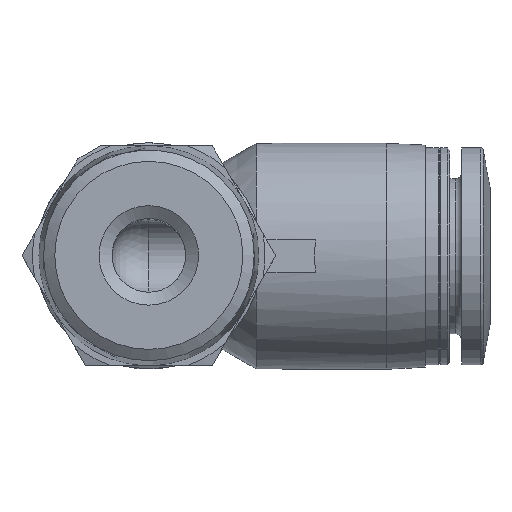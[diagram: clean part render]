
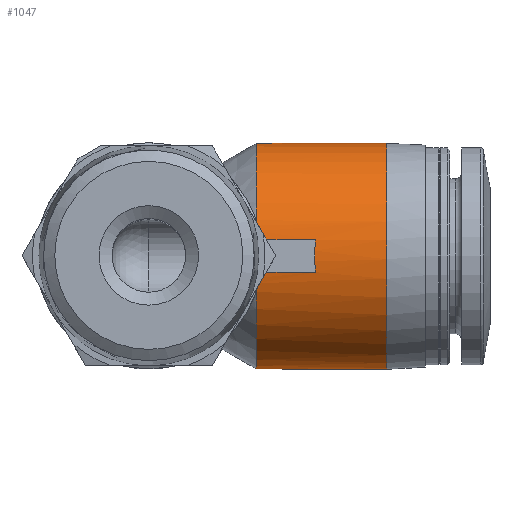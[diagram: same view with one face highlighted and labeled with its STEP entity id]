
A CAD part, top view. The second image highlights one B-rep face of the part: STEP entity #1047.
In plain terms, the highlighted cylindrical face has radius 8.75 mm (diameter 17.5 mm), a full revolution.
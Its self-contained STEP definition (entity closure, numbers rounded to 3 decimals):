
#124=LINE('',#1653,#163);
#126=LINE('',#1657,#165);
#135=LINE('',#1763,#174);
#137=LINE('',#1773,#176);
#163=VECTOR('',#1302,1000.);
#165=VECTOR('',#1306,1000.);
#174=VECTOR('',#1349,1000.);
#176=VECTOR('',#1359,1000.);
#198=ELLIPSE('',#1124,12.374,8.75);
#200=ELLIPSE('',#1126,12.374,8.75);
#202=ELLIPSE('',#1160,12.374,8.75);
#297=ORIENTED_EDGE('',*,*,#574,.F.);
#298=ORIENTED_EDGE('',*,*,#573,.F.);
#299=ORIENTED_EDGE('',*,*,#566,.F.);
#300=ORIENTED_EDGE('',*,*,#575,.T.);
#301=ORIENTED_EDGE('',*,*,#525,.T.);
#302=ORIENTED_EDGE('',*,*,#533,.T.);
#303=ORIENTED_EDGE('',*,*,#576,.T.);
#304=ORIENTED_EDGE('',*,*,#535,.T.);
#305=ORIENTED_EDGE('',*,*,#521,.T.);
#306=ORIENTED_EDGE('',*,*,#577,.T.);
#307=ORIENTED_EDGE('',*,*,#571,.T.);
#521=EDGE_CURVE('',#670,#669,#198,.F.);
#525=EDGE_CURVE('',#665,#673,#200,.F.);
#533=EDGE_CURVE('',#673,#679,#124,.T.);
#535=EDGE_CURVE('',#680,#670,#126,.F.);
#566=EDGE_CURVE('',#703,#704,#135,.T.);
#571=EDGE_CURVE('',#708,#707,#137,.T.);
#573=EDGE_CURVE('',#704,#707,#782,.T.);
#574=EDGE_CURVE('',#709,#709,#783,.T.);
#575=EDGE_CURVE('',#703,#665,#784,.T.);
#576=EDGE_CURVE('',#679,#680,#202,.F.);
#577=EDGE_CURVE('',#669,#708,#785,.T.);
#665=VERTEX_POINT('',#1607);
#669=VERTEX_POINT('',#1619);
#670=VERTEX_POINT('',#1621);
#673=VERTEX_POINT('',#1627);
#679=VERTEX_POINT('',#1654);
#680=VERTEX_POINT('',#1658);
#703=VERTEX_POINT('',#1762);
#704=VERTEX_POINT('',#1764);
#707=VERTEX_POINT('',#1772);
#708=VERTEX_POINT('',#1774);
#709=VERTEX_POINT('',#1783);
#782=CIRCLE('',#1156,8.75);
#783=CIRCLE('',#1158,8.75);
#784=CIRCLE('',#1159,8.75);
#785=CIRCLE('',#1161,8.75);
#846=EDGE_LOOP('',(#297));
#847=EDGE_LOOP('',(#298,#299,#300,#301,#302,#303,#304,#305,#306,#307));
#942=FACE_BOUND('',#846,.T.);
#943=FACE_BOUND('',#847,.T.);
#1019=CYLINDRICAL_SURFACE('',#1157,8.75);
#1047=ADVANCED_FACE('',(#942,#943),#1019,.T.);
#1124=AXIS2_PLACEMENT_3D('',#1620,#1281,#1282);
#1126=AXIS2_PLACEMENT_3D('',#1628,#1287,#1288);
#1156=AXIS2_PLACEMENT_3D('',#1780,#1362,#1363);
#1157=AXIS2_PLACEMENT_3D('',#1781,#1364,#1365);
#1158=AXIS2_PLACEMENT_3D('',#1782,#1366,#1367);
#1159=AXIS2_PLACEMENT_3D('',#1784,#1368,#1369);
#1160=AXIS2_PLACEMENT_3D('',#1785,#1370,#1371);
#1161=AXIS2_PLACEMENT_3D('',#1786,#1372,#1373);
#1281=DIRECTION('',(-0.707,0.,0.707));
#1282=DIRECTION('',(0.707,0.,0.707));
#1287=DIRECTION('',(-0.707,0.,0.707));
#1288=DIRECTION('',(0.707,0.,0.707));
#1302=DIRECTION('',(1.,0.,0.));
#1306=DIRECTION('',(1.,0.,0.));
#1349=DIRECTION('',(-1.,0.,0.));
#1359=DIRECTION('',(-1.,0.,0.));
#1362=DIRECTION('',(-1.,0.,0.));
#1363=DIRECTION('',(0.,0.,1.));
#1364=DIRECTION('',(-1.,0.,0.));
#1365=DIRECTION('',(0.,0.,1.));
#1366=DIRECTION('',(1.,0.,0.));
#1367=DIRECTION('',(0.,0.,-1.));
#1368=DIRECTION('',(1.,0.,0.));
#1369=DIRECTION('',(0.,0.,-1.));
#1370=DIRECTION('',(-0.707,0.,-0.707));
#1371=DIRECTION('',(0.707,0.,-0.707));
#1372=DIRECTION('',(1.,0.,0.));
#1373=DIRECTION('',(0.,0.,-1.));
#1607=CARTESIAN_POINT('',(8.3,2.77,8.3));
#1619=CARTESIAN_POINT('',(8.3,-2.77,8.3));
#1620=CARTESIAN_POINT('',(0.,0.,0.));
#1621=CARTESIAN_POINT('',(8.66,-1.25,8.66));
#1627=CARTESIAN_POINT('',(8.66,1.25,8.66));
#1628=CARTESIAN_POINT('',(0.,0.,0.));
#1653=CARTESIAN_POINT('',(26.4,1.25,8.66));
#1654=CARTESIAN_POINT('',(12.907,1.25,8.66));
#1657=CARTESIAN_POINT('',(26.4,-1.25,8.66));
#1658=CARTESIAN_POINT('',(12.907,-1.25,8.66));
#1762=CARTESIAN_POINT('',(8.3,1.25,-8.66));
#1763=CARTESIAN_POINT('',(8.3,1.25,-8.66));
#1764=CARTESIAN_POINT('',(0.,1.25,-8.66));
#1772=CARTESIAN_POINT('',(0.,-1.25,-8.66));
#1773=CARTESIAN_POINT('',(8.3,-1.25,-8.66));
#1774=CARTESIAN_POINT('',(8.3,-1.25,-8.66));
#1780=CARTESIAN_POINT('',(0.,0.,0.));
#1781=CARTESIAN_POINT('',(8.3,0.,0.));
#1782=CARTESIAN_POINT('',(18.4,0.,0.));
#1783=CARTESIAN_POINT('',(18.4,0.,-8.75));
#1784=CARTESIAN_POINT('',(8.3,0.,0.));
#1785=CARTESIAN_POINT('',(21.567,0.,0.));
#1786=CARTESIAN_POINT('',(8.3,0.,0.));
